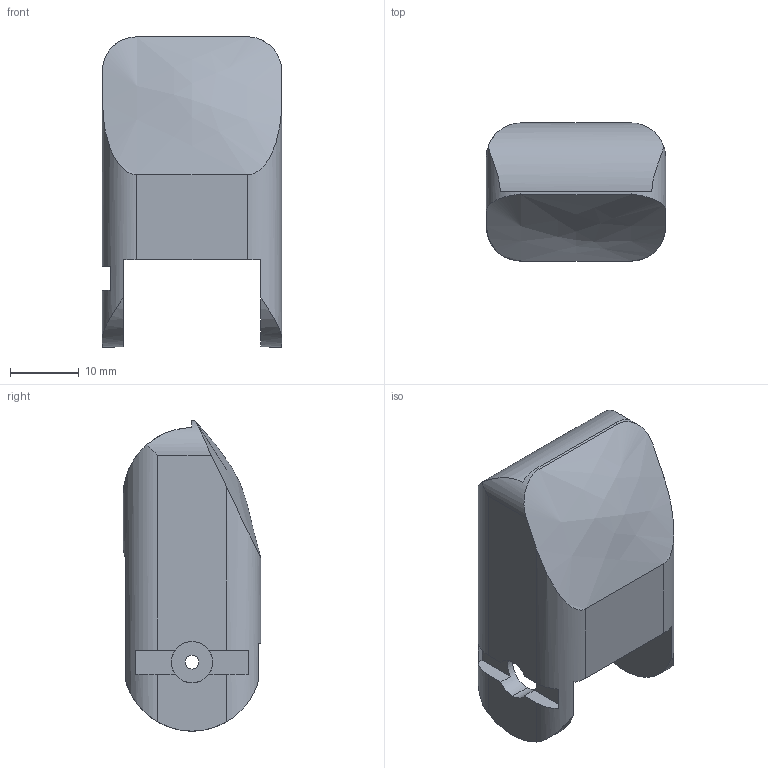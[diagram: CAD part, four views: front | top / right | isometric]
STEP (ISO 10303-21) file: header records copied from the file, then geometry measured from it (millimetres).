
FILE_DESCRIPTION (( 'STEP AP203' ), '1' );
FILE_NAME ('linki4__Varsayilan_sldprt.STEP', '2020-10-29T23:47:52', ( '' ), ( '' ), 'SwSTEP 2.0', 'SolidWorks 2019', '' );
FILE_SCHEMA (( 'CONFIG_CONTROL_DESIGN' ));
Length unit declared in the file: millimetre
Products named in the file (1): linki4__Varsayilan_sldprt
Bounding box: 26 x 20 x 45 mm (x, y, z)
Volume: 9447.7 mm3; surface area: 5204.7 mm2
Topology: 1 solids, 1 shells, 69 faces, 189 edges, 124 vertices
Faces by surface type: plane 53, cylinder 15, bspline 1
Entity records: 2594 total; most frequent: CARTESIAN_POINT 774, ORIENTED_EDGE 378, DIRECTION 337, EDGE_CURVE 189, VECTOR 135, LINE 135, VERTEX_POINT 124, AXIS2_PLACEMENT_3D 101
